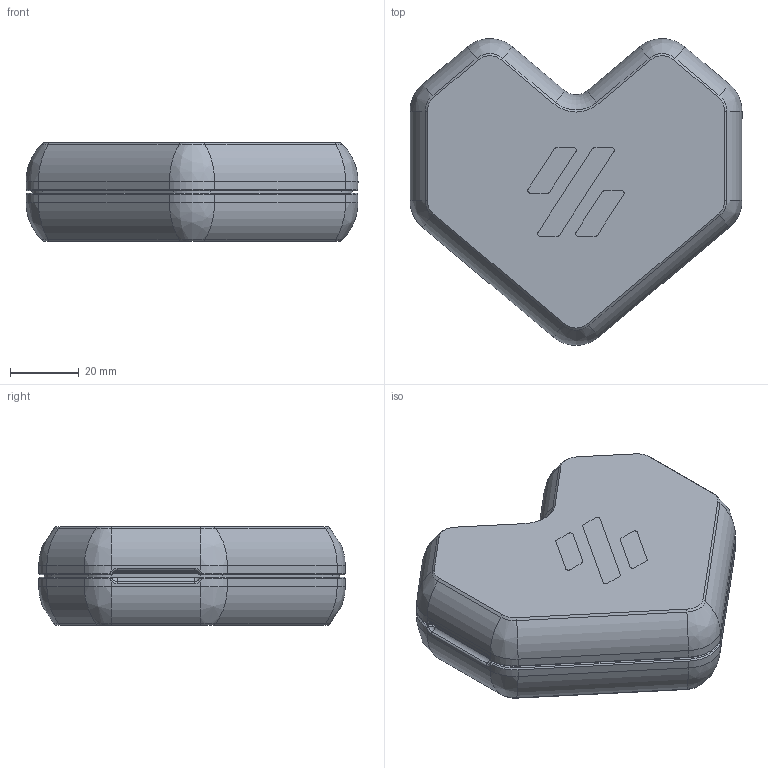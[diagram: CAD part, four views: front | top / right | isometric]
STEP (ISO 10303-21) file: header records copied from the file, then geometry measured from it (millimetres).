
FILE_DESCRIPTION(/* description */ (''),/* implementation_level */ '2;1');
FILE_NAME(/* name */ 'Vorontine Box.step',/* time_stamp */ '2024-02-08T14:42:45-07:00',/* author */ (''),/* organization */ (''),/* preprocessor_version */ 'ST-DEVELOPER v20',/* originating_system */ 'Autodesk Translation Framework v12.20.1.177',/* authorisation */ '');
FILE_SCHEMA (('AUTOMOTIVE_DESIGN { 1 0 10303 214 3 1 1 }'));
Length unit declared in the file: millimetre
Products named in the file (4): Vorontine Box; Vorontine Box Top; MM Voron Logo; Vorontine Box Bottom
Assembly tree (3 placements, depth 3):
  Vorontine Box
    Vorontine Box Top
      MM Voron Logo
    Vorontine Box Bottom
Bounding box: 96.4 x 89.07 x 28.6 mm (x, y, z)
Volume: 44394.3 mm3; surface area: 37924.5 mm2
Topology: 5 solids, 5 shells, 403 faces, 952 edges, 564 vertices
Faces by surface type: plane 139, cylinder 108, cone 72, torus 44, bspline 32, sphere 8
Entity records: 12057 total; most frequent: CARTESIAN_POINT 2611, DIRECTION 2078, ORIENTED_EDGE 1904, EDGE_CURVE 952, AXIS2_PLACEMENT_3D 795, VERTEX_POINT 564, LINE 488, VECTOR 488
